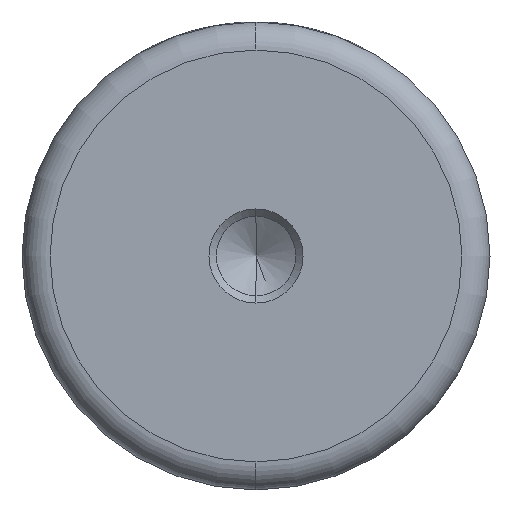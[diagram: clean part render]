
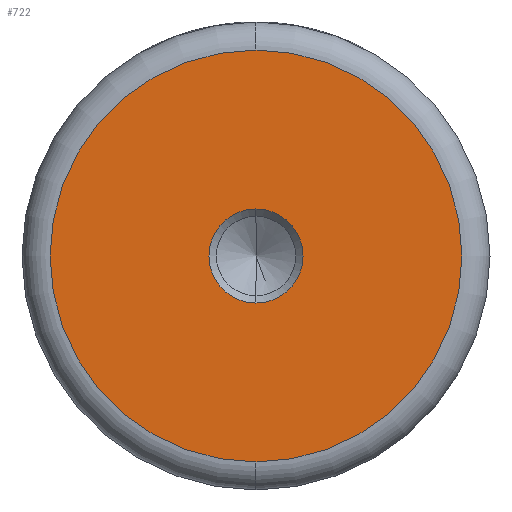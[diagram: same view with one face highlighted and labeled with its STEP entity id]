
A CAD part, left-side view. The second image highlights one B-rep face of the part: STEP entity #722.
In plain terms, the highlighted planar face has unit normal (-1, 0, 0).
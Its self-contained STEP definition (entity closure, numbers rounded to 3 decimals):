
#41 = ORIENTED_EDGE ( 'NONE', *, *, #1107, .T. ) ;
#77 = DIRECTION ( 'NONE',  ( -1., 0., 0. ) ) ;
#192 = CARTESIAN_POINT ( 'NONE',  ( 0., 0., 0. ) ) ;
#255 = FACE_BOUND ( 'NONE', #1397, .T. ) ;
#265 = AXIS2_PLACEMENT_3D ( 'NONE', #774, #77, #884 ) ;
#323 = DIRECTION ( 'NONE',  ( 0., 0., 1. ) ) ;
#391 = CIRCLE ( 'NONE', #1255, 5.025 ) ;
#450 = CARTESIAN_POINT ( 'NONE',  ( 0., 0., -22. ) ) ;
#456 = ORIENTED_EDGE ( 'NONE', *, *, #564, .F. ) ;
#459 = AXIS2_PLACEMENT_3D ( 'NONE', #513, #504, #627 ) ;
#485 = ORIENTED_EDGE ( 'NONE', *, *, #505, .T. ) ;
#504 = DIRECTION ( 'NONE',  ( -1., 0., 0. ) ) ;
#505 = EDGE_CURVE ( 'NONE', #1365, #1377, #755, .T. ) ;
#513 = CARTESIAN_POINT ( 'NONE',  ( 0., 0., 0. ) ) ;
#515 = CIRCLE ( 'NONE', #265, 22. ) ;
#519 = CARTESIAN_POINT ( 'NONE',  ( 0., 0., 0. ) ) ;
#545 = AXIS2_PLACEMENT_3D ( 'NONE', #519, #1320, #633 ) ;
#550 = EDGE_LOOP ( 'NONE', ( #485, #41 ) ) ;
#564 = EDGE_CURVE ( 'NONE', #857, #738, #391, .T. ) ;
#627 = DIRECTION ( 'NONE',  ( 0., 0., 1. ) ) ;
#633 = DIRECTION ( 'NONE',  ( 0., 0., 1. ) ) ;
#708 = DIRECTION ( 'NONE',  ( 0., 0., 1. ) ) ;
#722 = ADVANCED_FACE ( 'NONE', ( #255, #1160 ), #1188, .T. ) ;
#731 = EDGE_CURVE ( 'NONE', #738, #857, #862, .T. ) ;
#738 = VERTEX_POINT ( 'NONE', #742 ) ;
#742 = CARTESIAN_POINT ( 'NONE',  ( 0., 0., 5.025 ) ) ;
#755 = CIRCLE ( 'NONE', #1006, 22. ) ;
#774 = CARTESIAN_POINT ( 'NONE',  ( 0., 0., 0. ) ) ;
#857 = VERTEX_POINT ( 'NONE', #1483 ) ;
#862 = CIRCLE ( 'NONE', #545, 5.025 ) ;
#884 = DIRECTION ( 'NONE',  ( 0., 0., 1. ) ) ;
#987 = DIRECTION ( 'NONE',  ( -1., 0., 0. ) ) ;
#1006 = AXIS2_PLACEMENT_3D ( 'NONE', #192, #987, #323 ) ;
#1107 = EDGE_CURVE ( 'NONE', #1377, #1365, #515, .T. ) ;
#1117 = CARTESIAN_POINT ( 'NONE',  ( 0., 0., 22. ) ) ;
#1160 = FACE_OUTER_BOUND ( 'NONE', #550, .T. ) ;
#1188 = PLANE ( 'NONE',  #459 ) ;
#1226 = ORIENTED_EDGE ( 'NONE', *, *, #731, .F. ) ;
#1230 = CARTESIAN_POINT ( 'NONE',  ( 0., 0., 0. ) ) ;
#1255 = AXIS2_PLACEMENT_3D ( 'NONE', #1230, #1285, #708 ) ;
#1285 = DIRECTION ( 'NONE',  ( -1., 0., 0. ) ) ;
#1320 = DIRECTION ( 'NONE',  ( -1., 0., 0. ) ) ;
#1365 = VERTEX_POINT ( 'NONE', #1117 ) ;
#1377 = VERTEX_POINT ( 'NONE', #450 ) ;
#1397 = EDGE_LOOP ( 'NONE', ( #1226, #456 ) ) ;
#1483 = CARTESIAN_POINT ( 'NONE',  ( 0., 0., -5.025 ) ) ;
